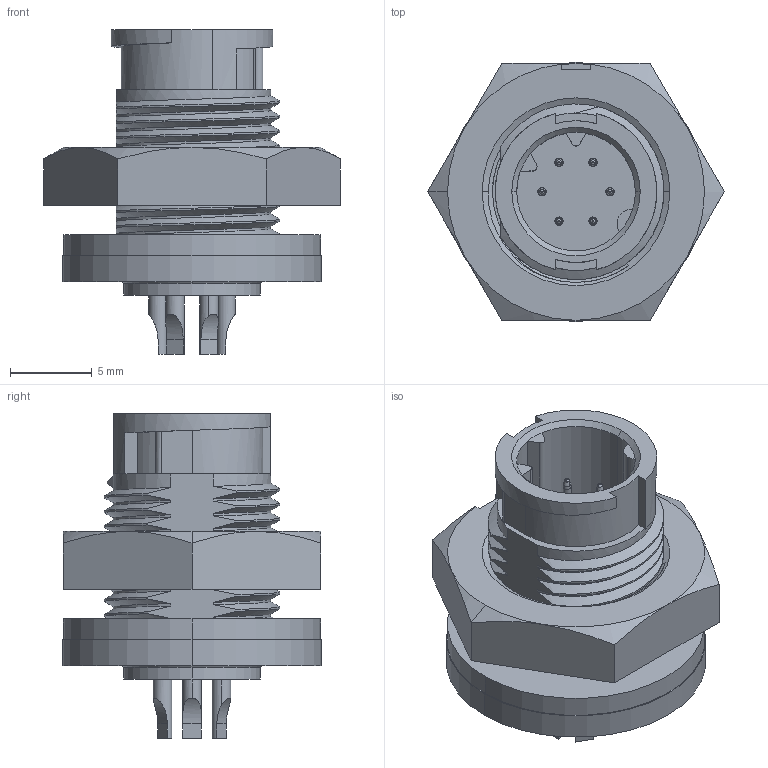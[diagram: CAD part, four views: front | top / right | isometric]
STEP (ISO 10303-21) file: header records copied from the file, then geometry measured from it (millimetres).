
FILE_DESCRIPTION (( 'STEP AP203' ), '1' );
FILE_NAME ('17982-6PG-3ES.STEP', '2014-08-18T15:11:35', ( '' ), ( '' ), 'SwSTEP 2.0', 'SolidWorks 2014', '' );
FILE_SCHEMA (( 'CONFIG_CONTROL_DESIGN' ));
Length unit declared in the file: millimetre
Products named in the file (1): 17982-6PG-3ES
Bounding box: 18.18 x 15.88 x 19.89 mm (x, y, z)
Volume: 1734 mm3; surface area: 2022.7 mm2
Topology: 2 solids, 2 shells, 238 faces, 610 edges, 393 vertices
Faces by surface type: cylinder 91, plane 60, torus 38, cone 25, bspline 24
Entity records: 14368 total; most frequent: CARTESIAN_POINT 8832, ORIENTED_EDGE 1220, DIRECTION 1083, EDGE_CURVE 610, AXIS2_PLACEMENT_3D 435, VERTEX_POINT 393, EDGE_LOOP 257, ADVANCED_FACE 238
